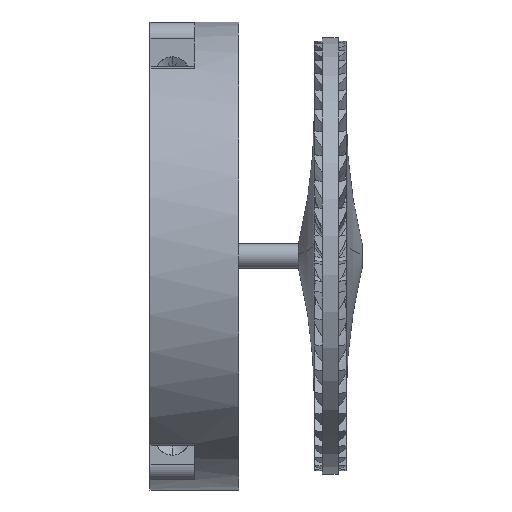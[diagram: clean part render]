
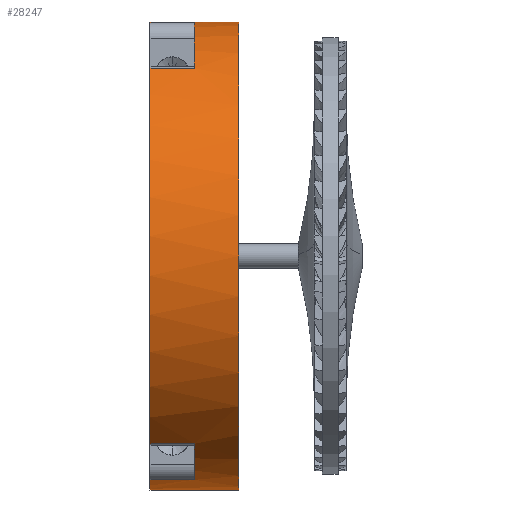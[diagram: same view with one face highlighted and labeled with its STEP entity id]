
A CAD part, left-side view. The second image highlights one B-rep face of the part: STEP entity #28247.
In plain terms, the highlighted cylindrical face has radius 93.574 mm (diameter 187.147 mm), a partial arc.
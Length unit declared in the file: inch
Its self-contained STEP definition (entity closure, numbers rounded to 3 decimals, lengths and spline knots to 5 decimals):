
#61 = DIRECTION ( 'NONE',  ( 0., 0., 1. ) ) ;
#131 = EDGE_CURVE ( 'NONE', #162, #1965, #12256, .T. ) ;
#138 = CARTESIAN_POINT ( 'NONE',  ( 0., 0.7, 0. ) ) ;
#162 = VERTEX_POINT ( 'NONE', #30900 ) ;
#215 = VERTEX_POINT ( 'NONE', #27869 ) ;
#358 = VECTOR ( 'NONE', #33362, 39.37008 ) ;
#420 = DIRECTION ( 'NONE',  ( 0., 1., 0. ) ) ;
#566 = CARTESIAN_POINT ( 'NONE',  ( -0.2682, 0., 3.67422 ) ) ;
#994 = CARTESIAN_POINT ( 'NONE',  ( -2.19963, -0.25, -2.95524 ) ) ;
#1521 = AXIS2_PLACEMENT_3D ( 'NONE', #32983, #2893, #24597 ) ;
#1906 = VERTEX_POINT ( 'NONE', #12539 ) ;
#1965 = VERTEX_POINT ( 'NONE', #21070 ) ;
#2809 = ORIENTED_EDGE ( 'NONE', *, *, #10262, .T. ) ;
#2893 = DIRECTION ( 'NONE',  ( 0., 1., 0. ) ) ;
#3202 = AXIS2_PLACEMENT_3D ( 'NONE', #11511, #19691, #23412 ) ;
#3236 = FACE_OUTER_BOUND ( 'NONE', #12057, .T. ) ;
#3639 = VERTEX_POINT ( 'NONE', #20207 ) ;
#4070 = CIRCLE ( 'NONE', #32485, 3.684 ) ;
#4674 = VERTEX_POINT ( 'NONE', #17223 ) ;
#5011 = CARTESIAN_POINT ( 'NONE',  ( -1.0728, -0.25, -3.52434 ) ) ;
#6141 = VECTOR ( 'NONE', #11850, 39.37008 ) ;
#6268 = CIRCLE ( 'NONE', #13665, 3.684 ) ;
#6288 = CARTESIAN_POINT ( 'NONE',  ( -2.19963, -0.25, 2.95524 ) ) ;
#6486 = DIRECTION ( 'NONE',  ( 0., 0., 1. ) ) ;
#6858 = EDGE_CURVE ( 'NONE', #162, #28269, #4070, .T. ) ;
#7202 = CARTESIAN_POINT ( 'NONE',  ( -1.0728, 0.7, -3.52434 ) ) ;
#7286 = DIRECTION ( 'NONE',  ( 0., -1., 0. ) ) ;
#7874 = LINE ( 'NONE', #5011, #21996 ) ;
#8673 = ORIENTED_EDGE ( 'NONE', *, *, #6858, .T. ) ;
#8835 = LINE ( 'NONE', #994, #6141 ) ;
#9192 = EDGE_CURVE ( 'NONE', #215, #1906, #6268, .T. ) ;
#9451 = CIRCLE ( 'NONE', #16798, 3.684 ) ;
#9761 = CARTESIAN_POINT ( 'NONE',  ( 0., -0.25, -3.684 ) ) ;
#10262 = EDGE_CURVE ( 'NONE', #12567, #13407, #18461, .T. ) ;
#10614 = EDGE_CURVE ( 'NONE', #28269, #4674, #15412, .T. ) ;
#10703 = EDGE_CURVE ( 'NONE', #3639, #25836, #22274, .T. ) ;
#11326 = ORIENTED_EDGE ( 'NONE', *, *, #29779, .T. ) ;
#11511 = CARTESIAN_POINT ( 'NONE',  ( 0., 0.7, 0. ) ) ;
#11850 = DIRECTION ( 'NONE',  ( 0., -1., 0. ) ) ;
#12057 = EDGE_LOOP ( 'NONE', ( #12835, #8673, #26921, #18253, #2809, #22017, #19187, #24109, #29732, #13710, #11326, #18416 ) ) ;
#12256 = LINE ( 'NONE', #9761, #20380 ) ;
#12539 = CARTESIAN_POINT ( 'NONE',  ( -2.19963, 0.7, 2.95524 ) ) ;
#12558 = AXIS2_PLACEMENT_3D ( 'NONE', #22544, #27886, #25055 ) ;
#12567 = VERTEX_POINT ( 'NONE', #30680 ) ;
#12835 = ORIENTED_EDGE ( 'NONE', *, *, #131, .F. ) ;
#13407 = VERTEX_POINT ( 'NONE', #566 ) ;
#13665 = AXIS2_PLACEMENT_3D ( 'NONE', #34386, #31708, #27249 ) ;
#13710 = ORIENTED_EDGE ( 'NONE', *, *, #10703, .F. ) ;
#13748 = CYLINDRICAL_SURFACE ( 'NONE', #1521, 3.684 ) ;
#15412 = LINE ( 'NONE', #31625, #34806 ) ;
#15683 = VERTEX_POINT ( 'NONE', #7202 ) ;
#16386 = CARTESIAN_POINT ( 'NONE',  ( 0., -0.7, 3.684 ) ) ;
#16417 = DIRECTION ( 'NONE',  ( 0., 1., 0. ) ) ;
#16591 = CARTESIAN_POINT ( 'NONE',  ( 0., -0.7, 0. ) ) ;
#16798 = AXIS2_PLACEMENT_3D ( 'NONE', #138, #21670, #6486 ) ;
#16861 = EDGE_CURVE ( 'NONE', #29623, #13407, #34748, .T. ) ;
#17223 = CARTESIAN_POINT ( 'NONE',  ( 0., 0.7, 3.684 ) ) ;
#18253 = ORIENTED_EDGE ( 'NONE', *, *, #25467, .F. ) ;
#18416 = ORIENTED_EDGE ( 'NONE', *, *, #26356, .F. ) ;
#18461 = LINE ( 'NONE', #23997, #21550 ) ;
#19187 = ORIENTED_EDGE ( 'NONE', *, *, #25691, .T. ) ;
#19691 = DIRECTION ( 'NONE',  ( 0., 1., 0. ) ) ;
#20207 = CARTESIAN_POINT ( 'NONE',  ( -1.0728, 0., -3.52434 ) ) ;
#20263 = DIRECTION ( 'NONE',  ( 0., 1., 0. ) ) ;
#20380 = VECTOR ( 'NONE', #20263, 39.37008 ) ;
#21070 = CARTESIAN_POINT ( 'NONE',  ( 0., 0.7, -3.684 ) ) ;
#21372 = CIRCLE ( 'NONE', #3202, 3.684 ) ;
#21550 = VECTOR ( 'NONE', #7286, 39.37008 ) ;
#21670 = DIRECTION ( 'NONE',  ( 0., 1., 0. ) ) ;
#21996 = VECTOR ( 'NONE', #32080, 39.37008 ) ;
#22017 = ORIENTED_EDGE ( 'NONE', *, *, #16861, .F. ) ;
#22274 = CIRCLE ( 'NONE', #33087, 3.684 ) ;
#22544 = CARTESIAN_POINT ( 'NONE',  ( 0., 0., 0. ) ) ;
#23412 = DIRECTION ( 'NONE',  ( 0., 0., 1. ) ) ;
#23764 = CARTESIAN_POINT ( 'NONE',  ( -2.19963, 0., 2.95524 ) ) ;
#23997 = CARTESIAN_POINT ( 'NONE',  ( -0.2682, -0.25, 3.67422 ) ) ;
#24109 = ORIENTED_EDGE ( 'NONE', *, *, #9192, .F. ) ;
#24597 = DIRECTION ( 'NONE',  ( 0., 0., 1. ) ) ;
#25055 = DIRECTION ( 'NONE',  ( 0., 0., 1. ) ) ;
#25467 = EDGE_CURVE ( 'NONE', #12567, #4674, #9451, .T. ) ;
#25691 = EDGE_CURVE ( 'NONE', #29623, #1906, #33709, .T. ) ;
#25836 = VERTEX_POINT ( 'NONE', #34879 ) ;
#26356 = EDGE_CURVE ( 'NONE', #1965, #15683, #21372, .T. ) ;
#26921 = ORIENTED_EDGE ( 'NONE', *, *, #10614, .T. ) ;
#27249 = DIRECTION ( 'NONE',  ( 0., 0., 1. ) ) ;
#27869 = CARTESIAN_POINT ( 'NONE',  ( -2.19963, 0.7, -2.95524 ) ) ;
#27886 = DIRECTION ( 'NONE',  ( 0., 1., 0. ) ) ;
#28247 = ADVANCED_FACE ( 'NONE', ( #3236 ), #13748, .T. ) ;
#28269 = VERTEX_POINT ( 'NONE', #16386 ) ;
#28957 = DIRECTION ( 'NONE',  ( 0., 0., 1. ) ) ;
#29623 = VERTEX_POINT ( 'NONE', #23764 ) ;
#29732 = ORIENTED_EDGE ( 'NONE', *, *, #33219, .T. ) ;
#29779 = EDGE_CURVE ( 'NONE', #3639, #15683, #7874, .T. ) ;
#29966 = CARTESIAN_POINT ( 'NONE',  ( 0., 0., 0. ) ) ;
#30680 = CARTESIAN_POINT ( 'NONE',  ( -0.2682, 0.7, 3.67422 ) ) ;
#30900 = CARTESIAN_POINT ( 'NONE',  ( 0., -0.7, -3.684 ) ) ;
#31625 = CARTESIAN_POINT ( 'NONE',  ( 0., -0.25, 3.684 ) ) ;
#31708 = DIRECTION ( 'NONE',  ( 0., 1., 0. ) ) ;
#32080 = DIRECTION ( 'NONE',  ( 0., 1., 0. ) ) ;
#32485 = AXIS2_PLACEMENT_3D ( 'NONE', #16591, #420, #61 ) ;
#32983 = CARTESIAN_POINT ( 'NONE',  ( 0., -0.25, 0. ) ) ;
#33087 = AXIS2_PLACEMENT_3D ( 'NONE', #29966, #16417, #28957 ) ;
#33219 = EDGE_CURVE ( 'NONE', #215, #25836, #8835, .T. ) ;
#33362 = DIRECTION ( 'NONE',  ( 0., 1., 0. ) ) ;
#33709 = LINE ( 'NONE', #6288, #358 ) ;
#34386 = CARTESIAN_POINT ( 'NONE',  ( 0., 0.7, 0. ) ) ;
#34748 = CIRCLE ( 'NONE', #12558, 3.684 ) ;
#34806 = VECTOR ( 'NONE', #35134, 39.37008 ) ;
#34879 = CARTESIAN_POINT ( 'NONE',  ( -2.19963, 0., -2.95524 ) ) ;
#35134 = DIRECTION ( 'NONE',  ( 0., 1., 0. ) ) ;
